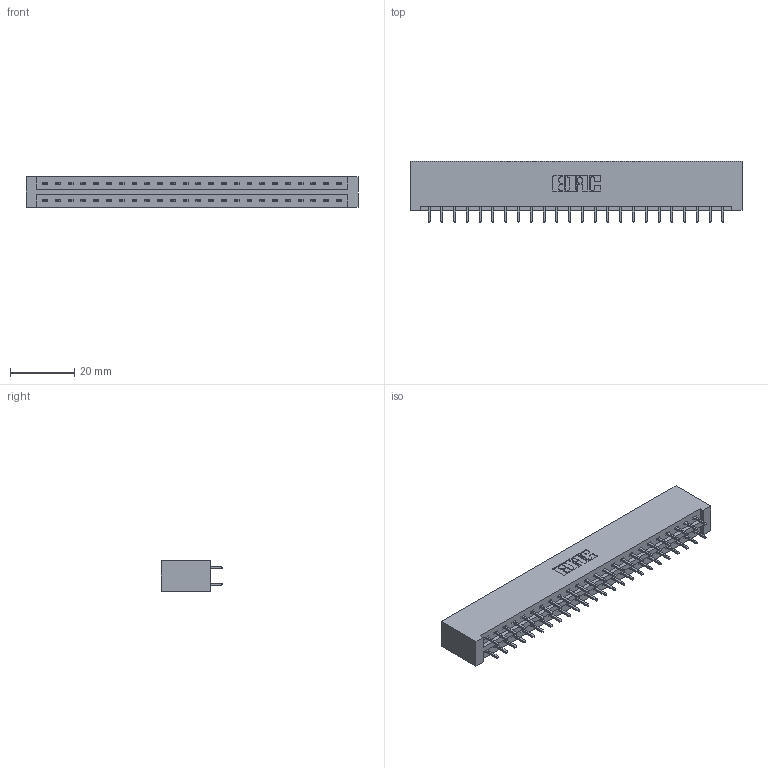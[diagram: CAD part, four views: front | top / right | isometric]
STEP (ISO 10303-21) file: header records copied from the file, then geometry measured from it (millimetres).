
FILE_DESCRIPTION (( 'STEP AP203' ), '1' );
FILE_NAME ('387-048-521-201.STEP', '2019-10-18T09:04:42', ( '' ), ( '' ), 'SwSTEP 2.0', 'SolidWorks 2016', '' );
FILE_SCHEMA (( 'CONFIG_CONTROL_DESIGN' ));
Length unit declared in the file: inch
Products named in the file (3): 337 Part_No Mounting Lugs; 387-048-521-201; 345-292-001_345-293-121
Assembly tree (49 placements, depth 2):
  387-048-521-201
    337 Part_No Mounting Lugs
    345-292-001_345-293-121  x48
Bounding box: 102.97 x 19.06 x 9.4 mm (x, y, z)
Volume: 11353.5 mm3; surface area: 12574.1 mm2
Topology: 49 solids, 49 shells, 2698 faces, 8015 edges, 5278 vertices
Faces by surface type: plane 1890, cylinder 808
Entity records: 20677 total; most frequent: CARTESIAN_POINT 3498, ORIENTED_EDGE 3434, DIRECTION 3001, EDGE_CURVE 1717, LINE 1597, VECTOR 1597, VERTEX_POINT 1142, AXIS2_PLACEMENT_3D 702
